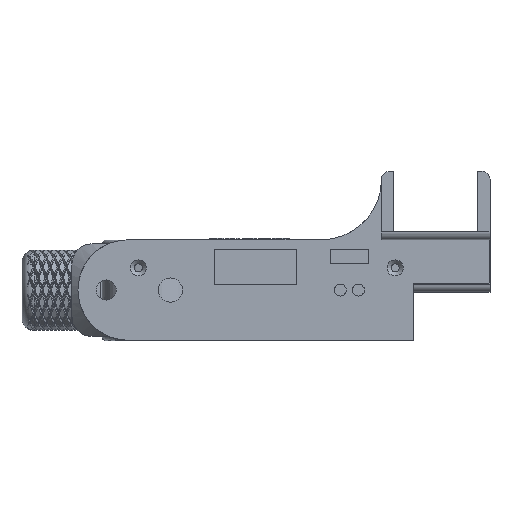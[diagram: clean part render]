
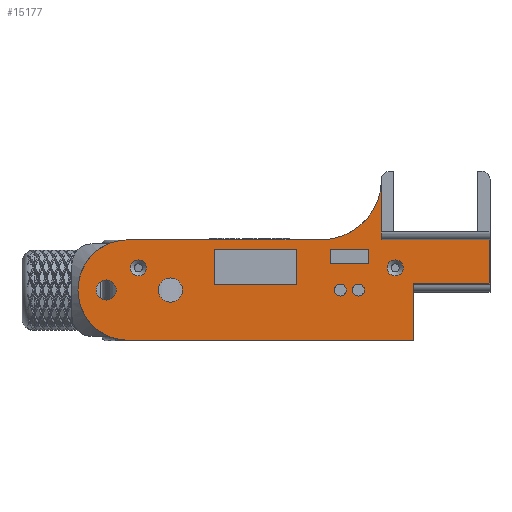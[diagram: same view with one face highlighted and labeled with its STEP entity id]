
A CAD part, top view. The second image highlights one B-rep face of the part: STEP entity #15177.
In plain terms, the highlighted planar face has unit normal (0, 0, 1).
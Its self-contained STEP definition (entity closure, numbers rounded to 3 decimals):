
#321=FACE_BOUND('',#3845,.T.);
#322=FACE_BOUND('',#3846,.T.);
#323=FACE_BOUND('',#3847,.T.);
#324=FACE_BOUND('',#3848,.T.);
#325=FACE_BOUND('',#3849,.T.);
#326=FACE_BOUND('',#3850,.T.);
#327=FACE_BOUND('',#3851,.T.);
#328=FACE_BOUND('',#3852,.T.);
#433=CIRCLE('',#15683,1.5);
#434=CIRCLE('',#15685,1.5);
#435=CIRCLE('',#15695,2.5);
#436=CIRCLE('',#15697,3.);
#450=CIRCLE('',#15721,2.);
#452=CIRCLE('',#15724,15.);
#453=CIRCLE('',#15725,12.5);
#454=CIRCLE('',#15726,2.);
#618=PLANE('',#15723);
#1081=LINE('',#37267,#1662);
#1085=LINE('',#37275,#1666);
#1088=LINE('',#37281,#1669);
#1091=LINE('',#37286,#1672);
#1137=LINE('',#37396,#1718);
#1139=LINE('',#37400,#1720);
#1151=LINE('',#37429,#1732);
#1153=LINE('',#37433,#1734);
#1155=LINE('',#37437,#1736);
#1157=LINE('',#37440,#1738);
#1164=LINE('',#37464,#1745);
#1182=LINE('',#37525,#1763);
#1183=LINE('',#37527,#1764);
#1184=LINE('',#37531,#1765);
#1185=LINE('',#37533,#1766);
#1662=VECTOR('',#17043,10.);
#1666=VECTOR('',#17049,10.);
#1669=VECTOR('',#17054,10.);
#1672=VECTOR('',#17059,10.);
#1718=VECTOR('',#17145,10.);
#1720=VECTOR('',#17149,10.);
#1732=VECTOR('',#17179,10.);
#1734=VECTOR('',#17183,10.);
#1736=VECTOR('',#17187,10.);
#1738=VECTOR('',#17191,10.);
#1745=VECTOR('',#17216,10.);
#1763=VECTOR('',#17276,10.);
#1764=VECTOR('',#17277,10.);
#1765=VECTOR('',#17280,10.);
#1766=VECTOR('',#17283,10.);
#2781=FACE_OUTER_BOUND('',#3844,.T.);
#3844=EDGE_LOOP('',(#13441,#13442,#13443,#13444,#13445,#13446,#13447,#13448,
#13449));
#3845=EDGE_LOOP('',(#13450,#13451,#13452,#13453));
#3846=EDGE_LOOP('',(#13454));
#3847=EDGE_LOOP('',(#13455));
#3848=EDGE_LOOP('',(#13456,#13457,#13458,#13459));
#3849=EDGE_LOOP('',(#13460));
#3850=EDGE_LOOP('',(#13461));
#3851=EDGE_LOOP('',(#13462));
#3852=EDGE_LOOP('',(#13463));
#6618=VERTEX_POINT('',#37265);
#6619=VERTEX_POINT('',#37266);
#6622=VERTEX_POINT('',#37274);
#6624=VERTEX_POINT('',#37280);
#6668=VERTEX_POINT('',#37393);
#6669=VERTEX_POINT('',#37395);
#6670=VERTEX_POINT('',#37399);
#6673=VERTEX_POINT('',#37407);
#6674=VERTEX_POINT('',#37411);
#6677=VERTEX_POINT('',#37426);
#6678=VERTEX_POINT('',#37428);
#6679=VERTEX_POINT('',#37432);
#6680=VERTEX_POINT('',#37436);
#6681=VERTEX_POINT('',#37442);
#6682=VERTEX_POINT('',#37446);
#6688=VERTEX_POINT('',#37463);
#6707=VERTEX_POINT('',#37517);
#6709=VERTEX_POINT('',#37523);
#6710=VERTEX_POINT('',#37524);
#6711=VERTEX_POINT('',#37526);
#6712=VERTEX_POINT('',#37528);
#6713=VERTEX_POINT('',#37530);
#6714=VERTEX_POINT('',#37534);
#8841=EDGE_CURVE('',#6618,#6619,#1081,.T.);
#8845=EDGE_CURVE('',#6622,#6618,#1085,.T.);
#8848=EDGE_CURVE('',#6624,#6622,#1088,.T.);
#8851=EDGE_CURVE('',#6619,#6624,#1091,.T.);
#8905=EDGE_CURVE('',#6668,#6669,#1137,.T.);
#8907=EDGE_CURVE('',#6669,#6670,#1139,.T.);
#8912=EDGE_CURVE('',#6673,#6673,#433,.T.);
#8914=EDGE_CURVE('',#6674,#6674,#434,.T.);
#8921=EDGE_CURVE('',#6678,#6677,#1151,.T.);
#8923=EDGE_CURVE('',#6679,#6678,#1153,.T.);
#8925=EDGE_CURVE('',#6680,#6679,#1155,.T.);
#8927=EDGE_CURVE('',#6677,#6680,#1157,.T.);
#8928=EDGE_CURVE('',#6681,#6681,#435,.T.);
#8930=EDGE_CURVE('',#6682,#6682,#436,.T.);
#8939=EDGE_CURVE('',#6670,#6688,#1164,.T.);
#8966=EDGE_CURVE('',#6707,#6707,#450,.T.);
#8969=EDGE_CURVE('',#6709,#6710,#1182,.T.);
#8970=EDGE_CURVE('',#6710,#6711,#1183,.T.);
#8971=EDGE_CURVE('',#6711,#6712,#452,.T.);
#8972=EDGE_CURVE('',#6712,#6713,#1184,.T.);
#8973=EDGE_CURVE('',#6713,#6688,#453,.T.);
#8974=EDGE_CURVE('',#6709,#6668,#1185,.T.);
#8975=EDGE_CURVE('',#6714,#6714,#454,.T.);
#13441=ORIENTED_EDGE('',*,*,#8969,.T.);
#13442=ORIENTED_EDGE('',*,*,#8970,.T.);
#13443=ORIENTED_EDGE('',*,*,#8971,.T.);
#13444=ORIENTED_EDGE('',*,*,#8972,.T.);
#13445=ORIENTED_EDGE('',*,*,#8973,.T.);
#13446=ORIENTED_EDGE('',*,*,#8939,.F.);
#13447=ORIENTED_EDGE('',*,*,#8907,.F.);
#13448=ORIENTED_EDGE('',*,*,#8905,.F.);
#13449=ORIENTED_EDGE('',*,*,#8974,.F.);
#13450=ORIENTED_EDGE('',*,*,#8841,.T.);
#13451=ORIENTED_EDGE('',*,*,#8851,.T.);
#13452=ORIENTED_EDGE('',*,*,#8848,.T.);
#13453=ORIENTED_EDGE('',*,*,#8845,.T.);
#13454=ORIENTED_EDGE('',*,*,#8912,.T.);
#13455=ORIENTED_EDGE('',*,*,#8914,.T.);
#13456=ORIENTED_EDGE('',*,*,#8925,.T.);
#13457=ORIENTED_EDGE('',*,*,#8923,.T.);
#13458=ORIENTED_EDGE('',*,*,#8921,.T.);
#13459=ORIENTED_EDGE('',*,*,#8927,.T.);
#13460=ORIENTED_EDGE('',*,*,#8928,.T.);
#13461=ORIENTED_EDGE('',*,*,#8930,.T.);
#13462=ORIENTED_EDGE('',*,*,#8975,.F.);
#13463=ORIENTED_EDGE('',*,*,#8966,.F.);
#15177=ADVANCED_FACE('',(#2781,#321,#322,#323,#324,#325,#326,#327,#328),
#618,.T.);
#15683=AXIS2_PLACEMENT_3D('',#37409,#17156,#17157);
#15685=AXIS2_PLACEMENT_3D('',#37413,#17161,#17162);
#15695=AXIS2_PLACEMENT_3D('',#37443,#17194,#17195);
#15697=AXIS2_PLACEMENT_3D('',#37447,#17199,#17200);
#15721=AXIS2_PLACEMENT_3D('',#37518,#17269,#17270);
#15723=AXIS2_PLACEMENT_3D('',#37522,#17274,#17275);
#15724=AXIS2_PLACEMENT_3D('',#37529,#17278,#17279);
#15725=AXIS2_PLACEMENT_3D('',#37532,#17281,#17282);
#15726=AXIS2_PLACEMENT_3D('',#37535,#17284,#17285);
#17043=DIRECTION('',(0.,-1.,0.));
#17049=DIRECTION('',(1.,0.,0.));
#17054=DIRECTION('',(0.,1.,0.));
#17059=DIRECTION('',(-1.,0.,0.));
#17145=DIRECTION('',(-1.,0.,0.));
#17149=DIRECTION('',(0.,-1.,0.));
#17156=DIRECTION('center_axis',(0.,0.,-1.));
#17157=DIRECTION('ref_axis',(1.,0.,0.));
#17161=DIRECTION('center_axis',(0.,0.,-1.));
#17162=DIRECTION('ref_axis',(1.,0.,0.));
#17179=DIRECTION('',(0.,-1.,0.));
#17183=DIRECTION('',(1.,0.,0.));
#17187=DIRECTION('',(0.,1.,0.));
#17191=DIRECTION('',(-1.,0.,0.));
#17194=DIRECTION('center_axis',(0.,0.,-1.));
#17195=DIRECTION('ref_axis',(-1.,0.,0.));
#17199=DIRECTION('center_axis',(0.,0.,-1.));
#17200=DIRECTION('ref_axis',(-1.,0.,0.));
#17216=DIRECTION('',(-1.,0.,0.));
#17269=DIRECTION('center_axis',(0.,0.,1.));
#17270=DIRECTION('ref_axis',(-1.,0.,0.));
#17274=DIRECTION('center_axis',(0.,0.,1.));
#17275=DIRECTION('ref_axis',(-1.,0.,0.));
#17276=DIRECTION('',(-1.,0.,0.));
#17277=DIRECTION('',(0.,1.,0.));
#17278=DIRECTION('center_axis',(0.,0.,-1.));
#17279=DIRECTION('ref_axis',(0.,-1.,0.));
#17280=DIRECTION('',(-1.,0.,0.));
#17281=DIRECTION('center_axis',(0.,0.,1.));
#17282=DIRECTION('ref_axis',(-1.,0.,0.));
#17283=DIRECTION('',(0.,-1.,0.));
#17284=DIRECTION('center_axis',(0.,0.,1.));
#17285=DIRECTION('ref_axis',(-1.,0.,0.));
#37265=CARTESIAN_POINT('',(111.5,-45.75,57.));
#37266=CARTESIAN_POINT('',(111.5,-54.25,57.));
#37267=CARTESIAN_POINT('',(111.5,-47.,57.));
#37274=CARTESIAN_POINT('',(91.,-45.75,57.));
#37275=CARTESIAN_POINT('',(99.675,-45.75,57.));
#37280=CARTESIAN_POINT('',(91.,-54.25,57.));
#37281=CARTESIAN_POINT('',(91.,-51.25,57.));
#37286=CARTESIAN_POINT('',(109.925,-54.25,57.));
#37393=CARTESIAN_POINT('',(159.6,-54.25,57.));
#37395=CARTESIAN_POINT('',(140.6,-54.25,57.));
#37396=CARTESIAN_POINT('',(159.6,-54.25,57.));
#37399=CARTESIAN_POINT('',(140.6,-68.25,57.));
#37400=CARTESIAN_POINT('',(140.6,-66.25,57.));
#37407=CARTESIAN_POINT('',(125.355,-55.75,57.));
#37409=CARTESIAN_POINT('Origin',(126.855,-55.75,57.));
#37411=CARTESIAN_POINT('',(120.855,-55.75,57.));
#37413=CARTESIAN_POINT('Origin',(122.355,-55.75,57.));
#37426=CARTESIAN_POINT('',(129.355,-49.25,57.));
#37428=CARTESIAN_POINT('',(129.355,-45.75,57.));
#37429=CARTESIAN_POINT('',(129.355,-47.,57.));
#37432=CARTESIAN_POINT('',(119.855,-45.75,57.));
#37433=CARTESIAN_POINT('',(114.102,-45.75,57.));
#37436=CARTESIAN_POINT('',(119.855,-49.25,57.));
#37437=CARTESIAN_POINT('',(119.855,-48.75,57.));
#37440=CARTESIAN_POINT('',(118.852,-49.25,57.));
#37442=CARTESIAN_POINT('',(66.605,-55.75,57.));
#37443=CARTESIAN_POINT('Origin',(64.105,-55.75,57.));
#37446=CARTESIAN_POINT('',(83.105,-55.75,57.));
#37447=CARTESIAN_POINT('Origin',(80.105,-55.75,57.));
#37463=CARTESIAN_POINT('',(69.6,-68.25,57.));
#37464=CARTESIAN_POINT('',(140.6,-68.25,57.));
#37517=CARTESIAN_POINT('',(74.105,-50.248,57.));
#37518=CARTESIAN_POINT('Origin',(72.105,-50.248,57.));
#37522=CARTESIAN_POINT('Origin',(108.35,-48.25,57.));
#37523=CARTESIAN_POINT('',(159.6,-43.25,57.));
#37524=CARTESIAN_POINT('',(132.605,-43.25,57.));
#37525=CARTESIAN_POINT('',(69.6,-43.25,57.));
#37526=CARTESIAN_POINT('',(132.605,-28.25,57.));
#37527=CARTESIAN_POINT('',(132.605,-43.25,57.));
#37528=CARTESIAN_POINT('',(117.605,-43.25,57.));
#37529=CARTESIAN_POINT('Origin',(117.605,-28.25,57.));
#37530=CARTESIAN_POINT('',(69.6,-43.25,57.));
#37531=CARTESIAN_POINT('',(117.105,-43.25,57.));
#37532=CARTESIAN_POINT('Origin',(69.6,-55.75,57.));
#37533=CARTESIAN_POINT('',(159.6,-51.25,57.));
#37534=CARTESIAN_POINT('',(138.,-50.248,57.));
#37535=CARTESIAN_POINT('Origin',(136.,-50.248,57.));
